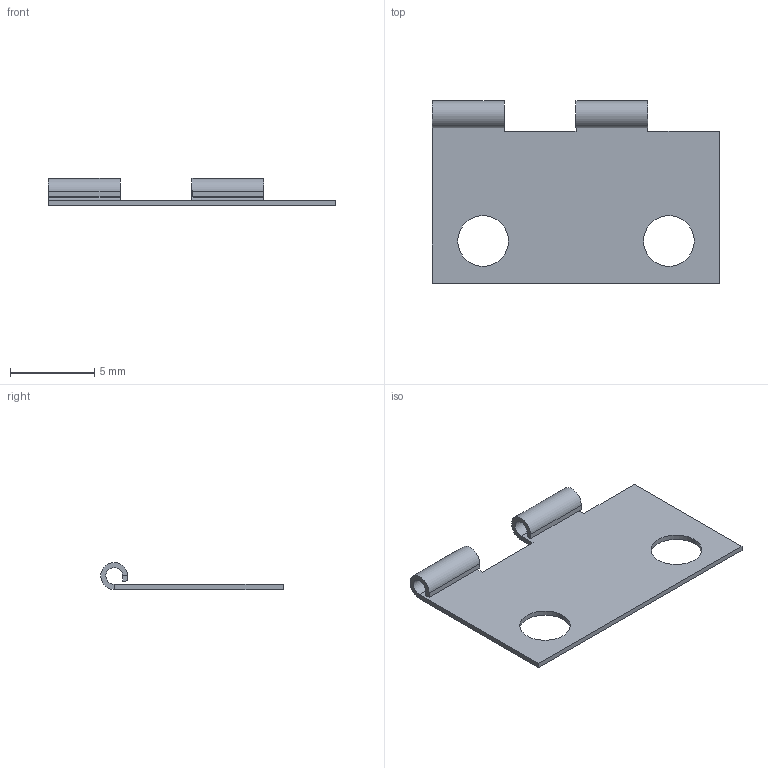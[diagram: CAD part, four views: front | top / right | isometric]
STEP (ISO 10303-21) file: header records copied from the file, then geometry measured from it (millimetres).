
FILE_DESCRIPTION (( 'STEP AP203' ), '1' );
FILE_NAME ('Copy of Part1-Hinge_Default_sldprt.STEP', '2025-04-24T01:36:44', ( '' ), ( '' ), 'SwSTEP 2.0', 'SolidWorks 2024', '' );
FILE_SCHEMA (( 'CONFIG_CONTROL_DESIGN' ));
Length unit declared in the file: millimetre
Products named in the file (1): Copy of Part1-Hinge_Default_sldprt
Bounding box: 17 x 10.8 x 1.6 mm (x, y, z)
Volume: 52.8 mm3; surface area: 378.3 mm2
Topology: 1 solids, 1 shells, 32 faces, 74 edges, 44 vertices
Faces by surface type: plane 24, cylinder 8
Entity records: 971 total; most frequent: DIRECTION 156, CARTESIAN_POINT 151, ORIENTED_EDGE 148, EDGE_CURVE 74, LINE 58, VECTOR 58, AXIS2_PLACEMENT_3D 49, VERTEX_POINT 44
